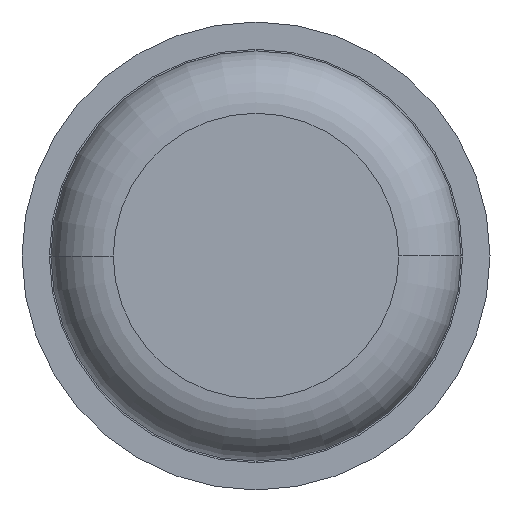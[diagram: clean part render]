
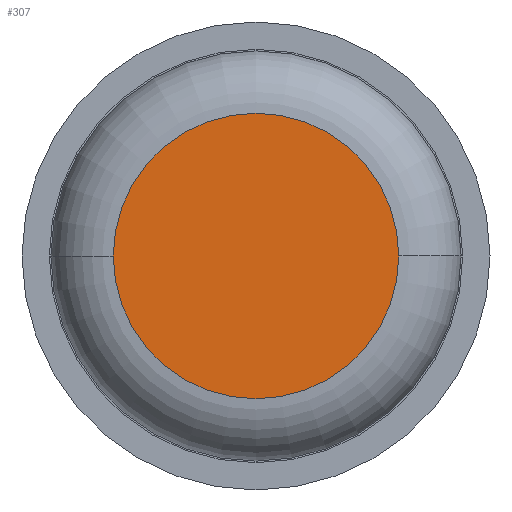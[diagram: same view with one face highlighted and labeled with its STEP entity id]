
A CAD part, front view. The second image highlights one B-rep face of the part: STEP entity #307.
In plain terms, the highlighted planar face has unit normal (0, -1, 0).
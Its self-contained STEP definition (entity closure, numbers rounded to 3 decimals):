
#167 = CARTESIAN_POINT ( 'NONE',  ( -0.915, 0., 0. ) ) ;
#219 = AXIS2_PLACEMENT_3D ( 'NONE', #1630, #1908, #542 ) ;
#307 = ADVANCED_FACE ( 'Defeature ausgef�hrt1_6', ( #2237 ), #1973, .F. ) ;
#341 = CARTESIAN_POINT ( 'NONE',  ( 0., 0., 0. ) ) ;
#378 = AXIS2_PLACEMENT_3D ( 'NONE', #341, #2775, #2803 ) ;
#542 = DIRECTION ( 'NONE',  ( -1., 0., 0. ) ) ;
#664 = EDGE_CURVE ( 'Defeature ausgef�hrt1_6+Defeature ausgef�hrt1_7+Defeature ausgef�hrt1_7+Defeature ausgef�hrt1_7', #1749, #1646, #904, .T. ) ;
#904 = CIRCLE ( 'NONE', #219, 0.915 ) ;
#1006 = EDGE_LOOP ( 'NONE', ( #1047, #2042 ) ) ;
#1018 = DIRECTION ( 'NONE',  ( 0., -1., 0. ) ) ;
#1047 = ORIENTED_EDGE ( 'NONE', *, *, #664, .T. ) ;
#1084 = CIRCLE ( 'NONE', #1841, 0.915 ) ;
#1452 = EDGE_CURVE ( 'Defeature ausgef�hrt1_6+Defeature ausgef�hrt1_7+Defeature ausgef�hrt1_7+Defeature ausgef�hrt1_7', #1646, #1749, #1084, .T. ) ;
#1630 = CARTESIAN_POINT ( 'NONE',  ( 0., 0., 0. ) ) ;
#1646 = VERTEX_POINT ( 'NONE', #2808 ) ;
#1749 = VERTEX_POINT ( 'NONE', #167 ) ;
#1837 = CARTESIAN_POINT ( 'NONE',  ( 0., 0., 0. ) ) ;
#1841 = AXIS2_PLACEMENT_3D ( 'NONE', #1837, #1018, #2103 ) ;
#1908 = DIRECTION ( 'NONE',  ( 0., -1., 0. ) ) ;
#1973 = PLANE ( 'NONE',  #378 ) ;
#2042 = ORIENTED_EDGE ( 'NONE', *, *, #1452, .T. ) ;
#2103 = DIRECTION ( 'NONE',  ( -1., 0., 0. ) ) ;
#2237 = FACE_OUTER_BOUND ( 'NONE', #1006, .T. ) ;
#2775 = DIRECTION ( 'NONE',  ( 0., 1., 0. ) ) ;
#2803 = DIRECTION ( 'NONE',  ( -1., 0., 0. ) ) ;
#2808 = CARTESIAN_POINT ( 'NONE',  ( 0.915, 0., 0. ) ) ;
